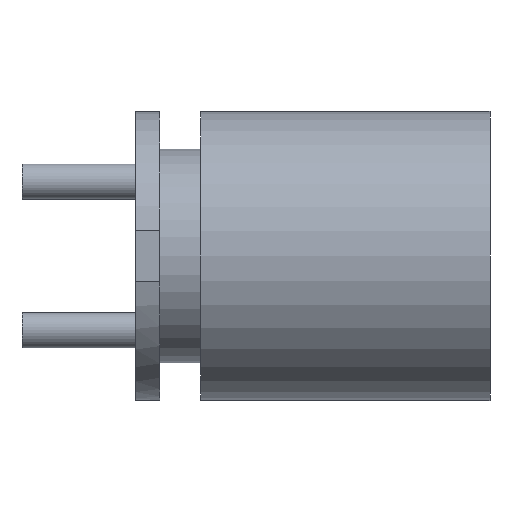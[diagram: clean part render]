
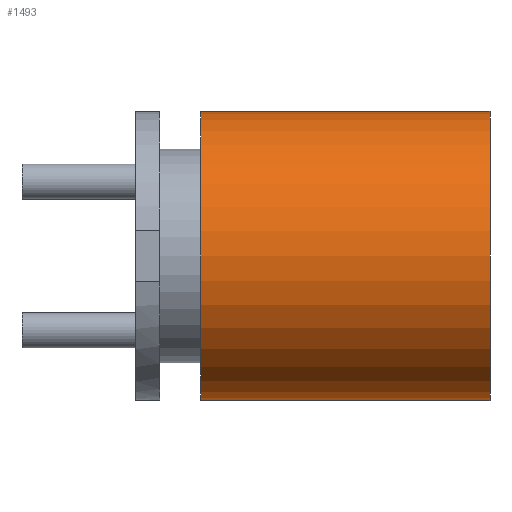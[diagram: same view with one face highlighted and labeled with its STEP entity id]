
A CAD part, front view. The second image highlights one B-rep face of the part: STEP entity #1493.
In plain terms, the highlighted cylindrical face has radius 2.1 mm (diameter 4.2 mm), a partial arc.
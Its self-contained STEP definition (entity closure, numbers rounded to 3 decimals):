
#109 = LINE ( 'NONE', #1795, #2366 ) ;
#127 = DIRECTION ( 'NONE',  ( 1., 0., 0. ) ) ;
#251 = DIRECTION ( 'NONE',  ( 0., 0., 1. ) ) ;
#258 = EDGE_CURVE ( 'NONE', #1301, #1234, #302, .T. ) ;
#302 = CIRCLE ( 'NONE', #541, 2.1 ) ;
#313 = ORIENTED_EDGE ( 'NONE', *, *, #1633, .F. ) ;
#368 = EDGE_CURVE ( 'NONE', #1301, #1699, #109, .T. ) ;
#415 = CARTESIAN_POINT ( 'NONE',  ( 0., 0., -4.2 ) ) ;
#541 = AXIS2_PLACEMENT_3D ( 'NONE', #415, #2145, #1407 ) ;
#551 = CIRCLE ( 'NONE', #1431, 2.1 ) ;
#818 = CARTESIAN_POINT ( 'NONE',  ( 2.1, 0., -4.2 ) ) ;
#933 = DIRECTION ( 'NONE',  ( 0., 0., 1. ) ) ;
#998 = ORIENTED_EDGE ( 'NONE', *, *, #368, .F. ) ;
#1212 = DIRECTION ( 'NONE',  ( 0., 0., 1. ) ) ;
#1218 = CARTESIAN_POINT ( 'NONE',  ( 2.1, 0., 0. ) ) ;
#1234 = VERTEX_POINT ( 'NONE', #818 ) ;
#1268 = EDGE_CURVE ( 'NONE', #1234, #1790, #2255, .T. ) ;
#1280 = DIRECTION ( 'NONE',  ( 1., 0., 0. ) ) ;
#1301 = VERTEX_POINT ( 'NONE', #1645 ) ;
#1407 = DIRECTION ( 'NONE',  ( 1., 0., 0. ) ) ;
#1431 = AXIS2_PLACEMENT_3D ( 'NONE', #2309, #933, #127 ) ;
#1456 = DIRECTION ( 'NONE',  ( 0., 0., 1. ) ) ;
#1493 = ADVANCED_FACE ( 'NONE', ( #2190 ), #2443, .T. ) ;
#1633 = EDGE_CURVE ( 'NONE', #1699, #1790, #551, .T. ) ;
#1645 = CARTESIAN_POINT ( 'NONE',  ( -2.1, 0., -4.2 ) ) ;
#1699 = VERTEX_POINT ( 'NONE', #1943 ) ;
#1757 = ORIENTED_EDGE ( 'NONE', *, *, #1268, .T. ) ;
#1790 = VERTEX_POINT ( 'NONE', #1218 ) ;
#1795 = CARTESIAN_POINT ( 'NONE',  ( -2.1, 0., -4.2 ) ) ;
#1798 = ORIENTED_EDGE ( 'NONE', *, *, #258, .T. ) ;
#1943 = CARTESIAN_POINT ( 'NONE',  ( -2.1, 0., 0. ) ) ;
#2009 = CARTESIAN_POINT ( 'NONE',  ( 2.1, 0., -4.2 ) ) ;
#2065 = AXIS2_PLACEMENT_3D ( 'NONE', #2256, #1456, #1280 ) ;
#2145 = DIRECTION ( 'NONE',  ( 0., 0., 1. ) ) ;
#2190 = FACE_OUTER_BOUND ( 'NONE', #2499, .T. ) ;
#2255 = LINE ( 'NONE', #2009, #2362 ) ;
#2256 = CARTESIAN_POINT ( 'NONE',  ( 0., 0., -4.2 ) ) ;
#2309 = CARTESIAN_POINT ( 'NONE',  ( 0., 0., 0. ) ) ;
#2362 = VECTOR ( 'NONE', #251, 1000. ) ;
#2366 = VECTOR ( 'NONE', #1212, 1000. ) ;
#2443 = CYLINDRICAL_SURFACE ( 'NONE', #2065, 2.1 ) ;
#2499 = EDGE_LOOP ( 'NONE', ( #998, #1798, #1757, #313 ) ) ;
